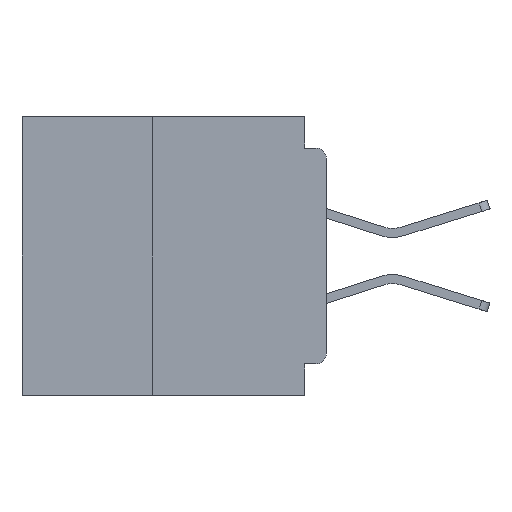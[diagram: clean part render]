
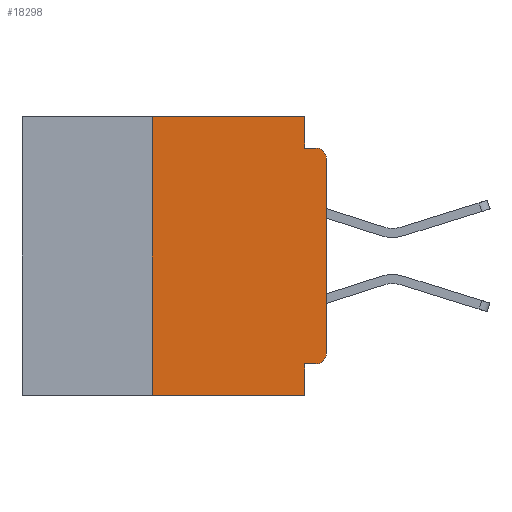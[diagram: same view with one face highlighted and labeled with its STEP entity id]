
A CAD part, left-side view. The second image highlights one B-rep face of the part: STEP entity #18298.
In plain terms, the highlighted planar face has unit normal (-1, 0, 0).
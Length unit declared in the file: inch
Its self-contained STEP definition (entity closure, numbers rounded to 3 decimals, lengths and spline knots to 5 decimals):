
#114 = DIRECTION ( 'NONE',  ( 1., 0., 0. ) ) ;
#576 = AXIS2_PLACEMENT_3D ( 'NONE', #13116, #41749, #17281 ) ;
#687 = VECTOR ( 'NONE', #5516, 39.37008 ) ;
#1409 = LINE ( 'NONE', #45111, #11162 ) ;
#2016 = VECTOR ( 'NONE', #10322, 39.37008 ) ;
#2319 = ORIENTED_EDGE ( 'NONE', *, *, #44077, .F. ) ;
#2767 = ORIENTED_EDGE ( 'NONE', *, *, #41070, .F. ) ;
#3699 = CARTESIAN_POINT ( 'NONE',  ( 0., 0.031, -0.4 ) ) ;
#3747 = EDGE_CURVE ( 'NONE', #32332, #49669, #9667, .T. ) ;
#4388 = ORIENTED_EDGE ( 'NONE', *, *, #15231, .F. ) ;
#5342 = CARTESIAN_POINT ( 'NONE',  ( 0., 0.437, -0.4 ) ) ;
#5516 = DIRECTION ( 'NONE',  ( 0., -1., 0. ) ) ;
#6352 = CARTESIAN_POINT ( 'NONE',  ( 0., 0., -0.06 ) ) ;
#6854 = ORIENTED_EDGE ( 'NONE', *, *, #30836, .T. ) ;
#7324 = CARTESIAN_POINT ( 'NONE',  ( 0., 0.031, -0.355 ) ) ;
#8216 = DIRECTION ( 'NONE',  ( 0., 0., 1. ) ) ;
#9305 = EDGE_CURVE ( 'NONE', #32242, #37424, #32271, .T. ) ;
#9667 = LINE ( 'NONE', #5342, #41037 ) ;
#10322 = DIRECTION ( 'NONE',  ( 0., -1., 0. ) ) ;
#11162 = VECTOR ( 'NONE', #8216, 39.37008 ) ;
#11416 = EDGE_LOOP ( 'NONE', ( #40128, #32750, #2767, #50223, #25668, #45050, #18040, #2319, #4388, #6854 ) ) ;
#12581 = FACE_OUTER_BOUND ( 'NONE', #11416, .T. ) ;
#13116 = CARTESIAN_POINT ( 'NONE',  ( 0., 0.015, -0.06 ) ) ;
#13277 = CARTESIAN_POINT ( 'NONE',  ( 0., 0., -0.355 ) ) ;
#15231 = EDGE_CURVE ( 'NONE', #17688, #17580, #41011, .T. ) ;
#15359 = CARTESIAN_POINT ( 'NONE',  ( 0., 0.031, -0.045 ) ) ;
#17281 = DIRECTION ( 'NONE',  ( 0., 0., -1. ) ) ;
#17485 = CARTESIAN_POINT ( 'NONE',  ( 0., 0.25, 0. ) ) ;
#17580 = VERTEX_POINT ( 'NONE', #7324 ) ;
#17635 = AXIS2_PLACEMENT_3D ( 'NONE', #49354, #114, #28998 ) ;
#17688 = VERTEX_POINT ( 'NONE', #33478 ) ;
#18024 = VECTOR ( 'NONE', #33709, 39.37008 ) ;
#18040 = ORIENTED_EDGE ( 'NONE', *, *, #3747, .T. ) ;
#18298 = ADVANCED_FACE ( 'NONE', ( #12581 ), #20766, .F. ) ;
#18812 = EDGE_CURVE ( 'NONE', #37424, #51571, #29235, .T. ) ;
#19555 = CARTESIAN_POINT ( 'NONE',  ( 0., 0.015, -0.045 ) ) ;
#19602 = EDGE_CURVE ( 'NONE', #32332, #32242, #1409, .T. ) ;
#19877 = VECTOR ( 'NONE', #20153, 39.37008 ) ;
#20153 = DIRECTION ( 'NONE',  ( 0., 0., -1. ) ) ;
#20528 = VERTEX_POINT ( 'NONE', #19555 ) ;
#20766 = PLANE ( 'NONE',  #17635 ) ;
#20852 = DIRECTION ( 'NONE',  ( -1., 0., 0. ) ) ;
#23961 = LINE ( 'NONE', #42892, #2016 ) ;
#25654 = VERTEX_POINT ( 'NONE', #6352 ) ;
#25668 = ORIENTED_EDGE ( 'NONE', *, *, #9305, .F. ) ;
#26773 = CARTESIAN_POINT ( 'NONE',  ( 0., 0., 0. ) ) ;
#28733 = CIRCLE ( 'NONE', #31430, 0.015 ) ;
#28998 = DIRECTION ( 'NONE',  ( 0., 0., -1. ) ) ;
#29235 = LINE ( 'NONE', #40160, #49687 ) ;
#30836 = EDGE_CURVE ( 'NONE', #17688, #32992, #28733, .T. ) ;
#31430 = AXIS2_PLACEMENT_3D ( 'NONE', #45317, #20852, #49441 ) ;
#32242 = VERTEX_POINT ( 'NONE', #17485 ) ;
#32271 = LINE ( 'NONE', #46362, #687 ) ;
#32332 = VERTEX_POINT ( 'NONE', #34282 ) ;
#32750 = ORIENTED_EDGE ( 'NONE', *, *, #37074, .T. ) ;
#32992 = VERTEX_POINT ( 'NONE', #42796 ) ;
#33478 = CARTESIAN_POINT ( 'NONE',  ( 0., 0.015, -0.355 ) ) ;
#33709 = DIRECTION ( 'NONE',  ( 0., 1., 0. ) ) ;
#34020 = DIRECTION ( 'NONE',  ( 0., -1., 0. ) ) ;
#34282 = CARTESIAN_POINT ( 'NONE',  ( 0., 0.25, -0.4 ) ) ;
#37074 = EDGE_CURVE ( 'NONE', #25654, #20528, #46389, .T. ) ;
#37424 = VERTEX_POINT ( 'NONE', #37743 ) ;
#37743 = CARTESIAN_POINT ( 'NONE',  ( 0., 0.031, 0. ) ) ;
#40128 = ORIENTED_EDGE ( 'NONE', *, *, #48939, .T. ) ;
#40160 = CARTESIAN_POINT ( 'NONE',  ( 0., 0.031, 0. ) ) ;
#41011 = LINE ( 'NONE', #13277, #18024 ) ;
#41037 = VECTOR ( 'NONE', #34020, 39.37008 ) ;
#41070 = EDGE_CURVE ( 'NONE', #51571, #20528, #23961, .T. ) ;
#41749 = DIRECTION ( 'NONE',  ( -1., 0., 0. ) ) ;
#41797 = VECTOR ( 'NONE', #51241, 39.37008 ) ;
#42796 = CARTESIAN_POINT ( 'NONE',  ( 0., 0., -0.34 ) ) ;
#42892 = CARTESIAN_POINT ( 'NONE',  ( 0., 0., -0.045 ) ) ;
#43115 = LINE ( 'NONE', #26773, #41797 ) ;
#43465 = CARTESIAN_POINT ( 'NONE',  ( 0., 0.031, -0.4 ) ) ;
#44077 = EDGE_CURVE ( 'NONE', #17580, #49669, #51213, .T. ) ;
#45050 = ORIENTED_EDGE ( 'NONE', *, *, #19602, .F. ) ;
#45111 = CARTESIAN_POINT ( 'NONE',  ( 0., 0.25, -0.4 ) ) ;
#45317 = CARTESIAN_POINT ( 'NONE',  ( 0., 0.015, -0.34 ) ) ;
#46362 = CARTESIAN_POINT ( 'NONE',  ( 0., 0.437, 0. ) ) ;
#46389 = CIRCLE ( 'NONE', #576, 0.015 ) ;
#48939 = EDGE_CURVE ( 'NONE', #32992, #25654, #43115, .T. ) ;
#49354 = CARTESIAN_POINT ( 'NONE',  ( 0., 0.437, 0. ) ) ;
#49441 = DIRECTION ( 'NONE',  ( 0., 0., -1. ) ) ;
#49669 = VERTEX_POINT ( 'NONE', #43465 ) ;
#49687 = VECTOR ( 'NONE', #52695, 39.37008 ) ;
#50223 = ORIENTED_EDGE ( 'NONE', *, *, #18812, .F. ) ;
#51213 = LINE ( 'NONE', #3699, #19877 ) ;
#51241 = DIRECTION ( 'NONE',  ( 0., 0., 1. ) ) ;
#51571 = VERTEX_POINT ( 'NONE', #15359 ) ;
#52695 = DIRECTION ( 'NONE',  ( 0., 0., -1. ) ) ;
